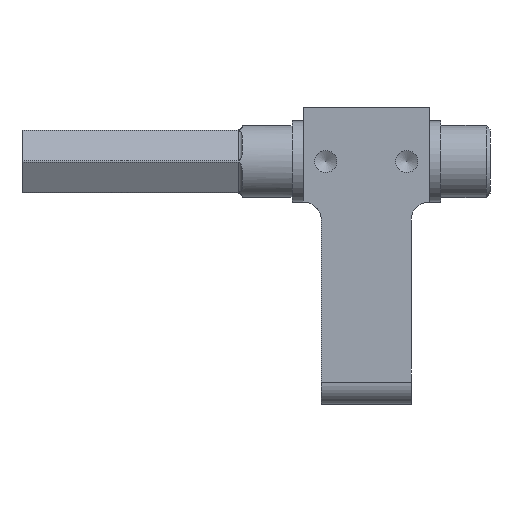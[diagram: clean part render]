
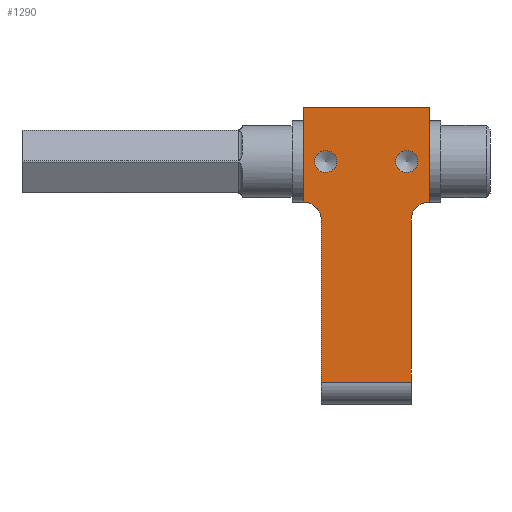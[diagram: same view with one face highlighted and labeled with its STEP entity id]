
A CAD part, left-side view. The second image highlights one B-rep face of the part: STEP entity #1290.
In plain terms, the highlighted planar face has unit normal (-1, 0, 0).
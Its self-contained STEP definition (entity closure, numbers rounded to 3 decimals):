
#65=CIRCLE('',#1353,2.);
#66=CIRCLE('',#1355,1.23);
#67=CIRCLE('',#1356,1.23);
#68=CIRCLE('',#1357,2.);
#121=ORIENTED_EDGE('',*,*,#356,.T.);
#122=ORIENTED_EDGE('',*,*,#357,.T.);
#123=ORIENTED_EDGE('',*,*,#358,.F.);
#124=ORIENTED_EDGE('',*,*,#355,.F.);
#125=ORIENTED_EDGE('',*,*,#359,.T.);
#126=ORIENTED_EDGE('',*,*,#360,.T.);
#127=ORIENTED_EDGE('',*,*,#348,.F.);
#128=ORIENTED_EDGE('',*,*,#361,.F.);
#129=ORIENTED_EDGE('',*,*,#362,.T.);
#130=ORIENTED_EDGE('',*,*,#363,.F.);
#348=EDGE_CURVE('',#465,#466,#556,.T.);
#355=EDGE_CURVE('',#471,#467,#65,.T.);
#356=EDGE_CURVE('',#472,#472,#66,.T.);
#357=EDGE_CURVE('',#473,#473,#67,.T.);
#358=EDGE_CURVE('',#467,#474,#561,.T.);
#359=EDGE_CURVE('',#471,#475,#562,.T.);
#360=EDGE_CURVE('',#475,#466,#563,.T.);
#361=EDGE_CURVE('',#476,#465,#68,.T.);
#362=EDGE_CURVE('',#476,#477,#564,.T.);
#363=EDGE_CURVE('',#474,#477,#565,.T.);
#465=VERTEX_POINT('',#1728);
#466=VERTEX_POINT('',#1730);
#467=VERTEX_POINT('',#1735);
#471=VERTEX_POINT('',#1746);
#472=VERTEX_POINT('',#1750);
#473=VERTEX_POINT('',#1752);
#474=VERTEX_POINT('',#1754);
#475=VERTEX_POINT('',#1756);
#476=VERTEX_POINT('',#1759);
#477=VERTEX_POINT('',#1761);
#556=LINE('',#1729,#619);
#561=LINE('',#1753,#624);
#562=LINE('',#1755,#625);
#563=LINE('',#1757,#626);
#564=LINE('',#1760,#627);
#565=LINE('',#1762,#628);
#619=VECTOR('',#1462,1000.);
#624=VECTOR('',#1479,1000.);
#625=VECTOR('',#1480,1000.);
#626=VECTOR('',#1481,1000.);
#627=VECTOR('',#1484,1000.);
#628=VECTOR('',#1485,1000.);
#678=EDGE_LOOP('',(#121));
#679=EDGE_LOOP('',(#122));
#680=EDGE_LOOP('',(#123,#124,#125,#126,#127,#128,#129,#130));
#773=FACE_BOUND('',#678,.T.);
#774=FACE_BOUND('',#679,.T.);
#775=FACE_BOUND('',#680,.T.);
#871=PLANE('',#1354);
#1290=ADVANCED_FACE('',(#773,#774,#775),#871,.T.);
#1353=AXIS2_PLACEMENT_3D('',#1747,#1471,#1472);
#1354=AXIS2_PLACEMENT_3D('',#1748,#1473,#1474);
#1355=AXIS2_PLACEMENT_3D('',#1749,#1475,#1476);
#1356=AXIS2_PLACEMENT_3D('',#1751,#1477,#1478);
#1357=AXIS2_PLACEMENT_3D('',#1758,#1482,#1483);
#1462=DIRECTION('',(0.,0.,1.));
#1471=DIRECTION('',(-1.,0.,0.));
#1472=DIRECTION('',(0.,0.,1.));
#1473=DIRECTION('',(-1.,0.,0.));
#1474=DIRECTION('',(0.,0.,1.));
#1475=DIRECTION('',(1.,0.,0.));
#1476=DIRECTION('',(0.,0.,1.));
#1477=DIRECTION('',(1.,0.,0.));
#1478=DIRECTION('',(0.,0.,1.));
#1479=DIRECTION('',(0.,0.,-1.));
#1480=DIRECTION('',(0.,0.,1.));
#1481=DIRECTION('',(0.,1.,0.));
#1482=DIRECTION('',(-1.,0.,0.));
#1483=DIRECTION('',(0.,0.,1.));
#1484=DIRECTION('',(0.,0.,-1.));
#1485=DIRECTION('',(0.,1.,0.));
#1728=CARTESIAN_POINT('',(-8.,7.,-4.5));
#1729=CARTESIAN_POINT('',(-8.,7.,0.));
#1730=CARTESIAN_POINT('',(-8.,7.,6.));
#1735=CARTESIAN_POINT('',(-8.,-5.,-6.5));
#1746=CARTESIAN_POINT('',(-8.,-7.,-4.5));
#1747=CARTESIAN_POINT('',(-8.,-7.,-6.5));
#1748=CARTESIAN_POINT('',(-8.,0.,-27.));
#1749=CARTESIAN_POINT('',(-8.,4.5,0.));
#1750=CARTESIAN_POINT('',(-8.,4.5,1.23));
#1751=CARTESIAN_POINT('',(-8.,-4.5,0.));
#1752=CARTESIAN_POINT('',(-8.,-4.5,1.23));
#1753=CARTESIAN_POINT('',(-8.,-5.,-27.));
#1754=CARTESIAN_POINT('',(-8.,-5.,-24.5));
#1755=CARTESIAN_POINT('',(-8.,-7.,0.));
#1756=CARTESIAN_POINT('',(-8.,-7.,6.));
#1757=CARTESIAN_POINT('',(-8.,0.,6.));
#1758=CARTESIAN_POINT('',(-8.,7.,-6.5));
#1759=CARTESIAN_POINT('',(-8.,5.,-6.5));
#1760=CARTESIAN_POINT('',(-8.,5.,-4.5));
#1761=CARTESIAN_POINT('',(-8.,5.,-24.5));
#1762=CARTESIAN_POINT('',(-8.,0.,-24.5));
